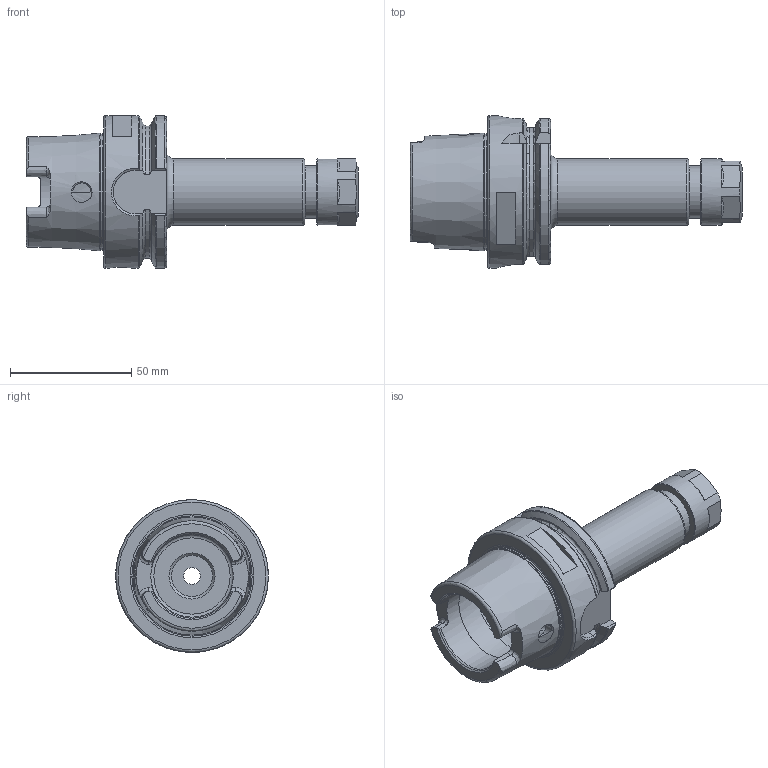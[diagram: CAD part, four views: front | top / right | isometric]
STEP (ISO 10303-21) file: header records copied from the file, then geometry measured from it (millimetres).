
FILE_DESCRIPTION(/* description */ (''),/* implementation_level */ '2;1');
FILE_NAME(/* name */ 'HSK063A-SX10-105.stp',/* time_stamp */ '2019-06-20T11:15:44-05:00',/* author */ ('ldfli'),/* organization */ (''),/* preprocessor_version */ 'ST-DEVELOPER v18',/* originating_system */ 'Autodesk Inventor LT',/* authorisation */ '');
FILE_SCHEMA (('AUTOMOTIVE_DESIGN { 1 0 10303 214 3 1 1 }'));
Length unit declared in the file: millimetre
Products named in the file (1): HSK063A-SX10-105
Bounding box: 137 x 63 x 63 mm (x, y, z)
Volume: 116902.8 mm3; surface area: 34001.6 mm2
Topology: 2 solids, 2 shells, 173 faces, 506 edges, 349 vertices
Faces by surface type: plane 65, cylinder 34, cone 33, torus 28, bspline 13
Full cylindrical faces by diameter (mm): 7 x1, 7.5 x2, 10 x1, 10.106 x1, 12.5 x1, 12.8 x1, 14 x1, 14.7 x1, 17 x1, 19 x1, 20.5 x1, 21.5 x1, 21.8 x1, 22.2 x1, 27.5 x2, 34 x2, 40 x1, 48.241 x1, 63 x1
Entity records: 7327 total; most frequent: CARTESIAN_POINT 2790, ORIENTED_EDGE 1016, DIRECTION 904, EDGE_CURVE 508, AXIS2_PLACEMENT_3D 384, VERTEX_POINT 351, CIRCLE 224, EDGE_LOOP 191
